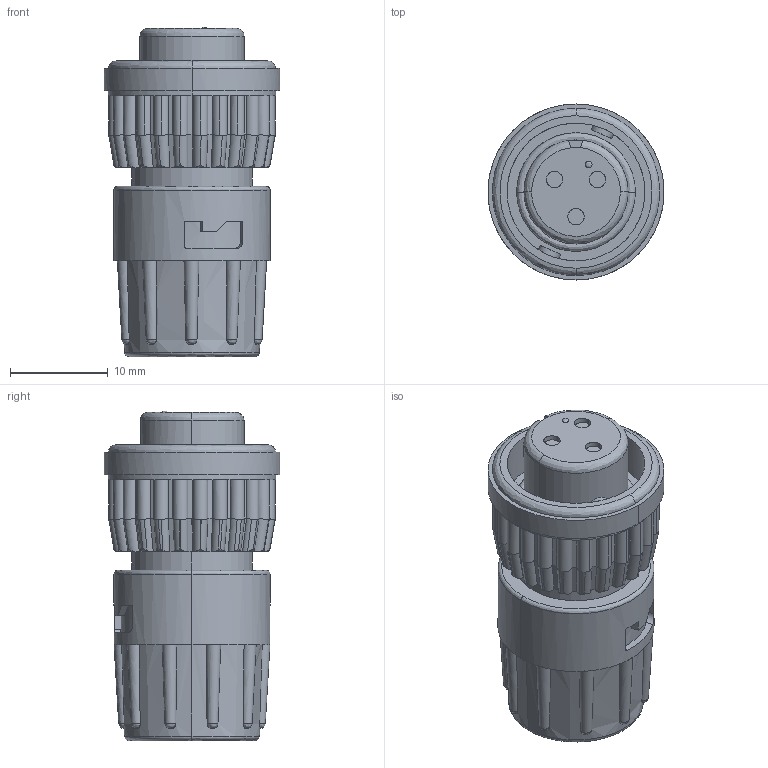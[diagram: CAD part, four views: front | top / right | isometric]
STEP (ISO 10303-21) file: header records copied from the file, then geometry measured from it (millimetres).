
FILE_DESCRIPTION (( 'STEP AP203' ), '1' );
FILE_NAME ('6282-3SG-3DC.STEP', '2013-02-18T19:14:59', ( '21FPBF1' ), ( 'Conxall' ), 'SwSTEP 2.0', 'SolidWorks 2012', '' );
FILE_SCHEMA (( 'CONFIG_CONTROL_DESIGN' ));
Length unit declared in the file: inch
Products named in the file (1): 6282-3SG-3DC
Bounding box: 18.03 x 18.03 x 33.79 mm (x, y, z)
Volume: 5674.8 mm3; surface area: 2819.4 mm2
Topology: 1 solids, 1 shells, 319 faces, 906 edges, 604 vertices
Faces by surface type: cylinder 185, plane 74, bspline 58, cone 2
Entity records: 18120 total; most frequent: CARTESIAN_POINT 11165, ORIENTED_EDGE 1812, EDGE_CURVE 906, DIRECTION 880, VERTEX_POINT 604, B_SPLINE_CURVE_WITH_KNOTS 576, EDGE_LOOP 334, AXIS2_PLACEMENT_3D 331
